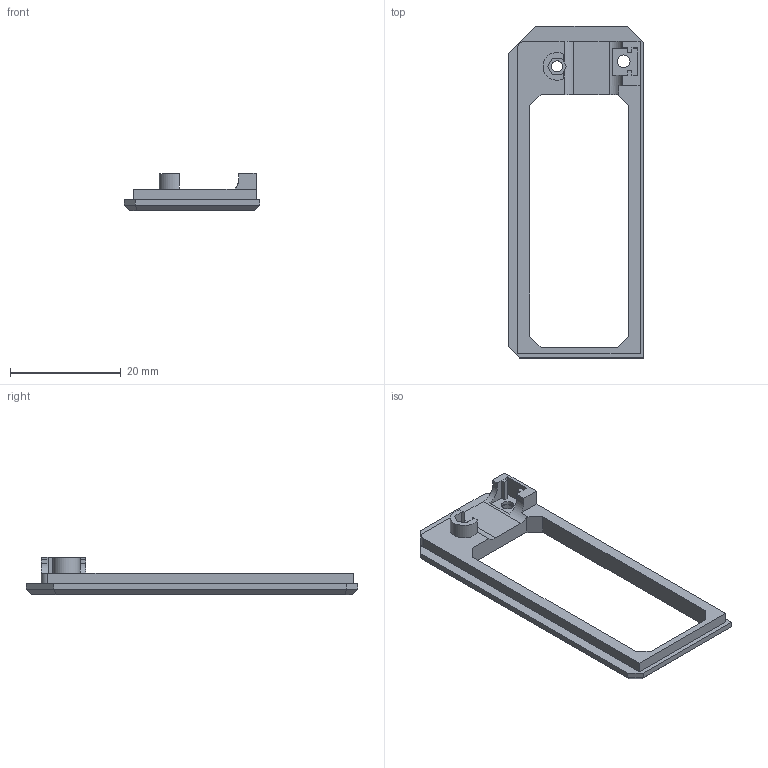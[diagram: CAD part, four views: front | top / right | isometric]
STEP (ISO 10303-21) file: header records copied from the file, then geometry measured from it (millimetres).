
FILE_DESCRIPTION(/* description */ (''),/* implementation_level */ '2;1');
FILE_NAME(/* name */ '',/* time_stamp */ '2025-06-18T08:26:46+09:00',/* author */ (''),/* organization */ (''),/* preprocessor_version */ 'ST-DEVELOPER v20.1',/* originating_system */ 'Autodesk Translation Framework v14.10.0.0',/* authorisation */ '');
FILE_SCHEMA (('AUTOMOTIVE_DESIGN { 1 0 10303 214 3 1 1 }'));
Length unit declared in the file: millimetre
Products named in the file (2): マイコンカバーL; マイコンカバー
Assembly tree (1 placements, depth 2):
  マイコンカバーL
    マイコンカバー
Bounding box: 24.52 x 59.9 x 6.74 mm (x, y, z)
Volume: 1943.5 mm3; surface area: 2460.8 mm2
Topology: 1 solids, 1 shells, 91 faces, 243 edges, 155 vertices
Faces by surface type: plane 81, cylinder 8, cone 2
Full cylindrical faces by diameter (mm): 2.3 x1, 4.2 x1
Entity records: 2853 total; most frequent: CARTESIAN_POINT 492, ORIENTED_EDGE 486, DIRECTION 463, EDGE_CURVE 243, LINE 211, VECTOR 211, VERTEX_POINT 155, AXIS2_PLACEMENT_3D 126
